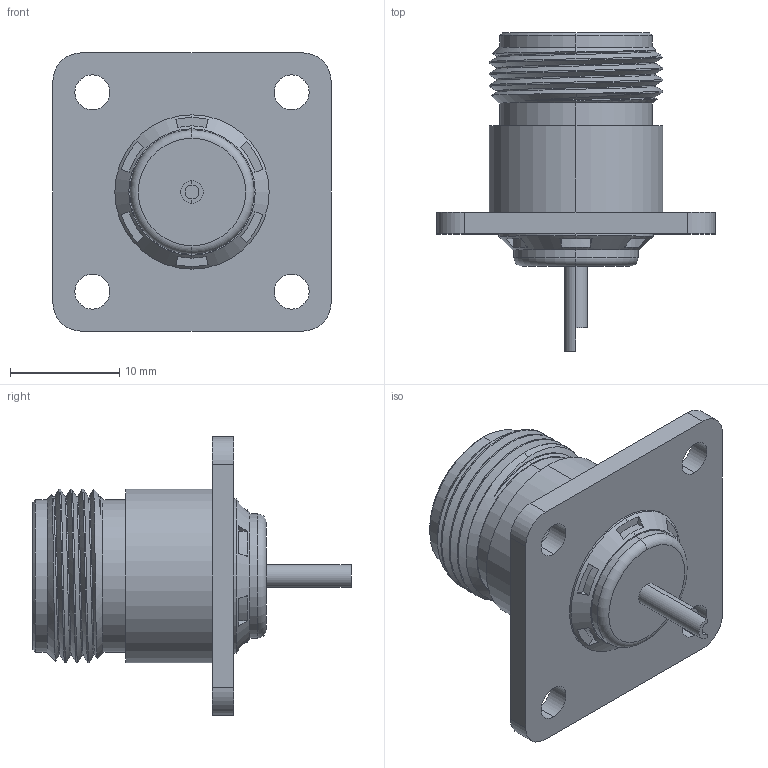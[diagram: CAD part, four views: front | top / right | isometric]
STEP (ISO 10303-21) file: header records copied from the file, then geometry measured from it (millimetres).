
FILE_DESCRIPTION (( 'STEP AP203' ), '1' );
FILE_NAME ('PE4503.step', '2018-07-16T19:34:10', ( '' ), ( '' ), 'SwSTEP 2.0', 'SolidWorks 2017', '' );
FILE_SCHEMA (( 'CONFIG_CONTROL_DESIGN' ));
Length unit declared in the file: inch
Products named in the file (1): PE4503
Bounding box: 25.4 x 29.1 x 25.4 mm (x, y, z)
Volume: 3618 mm3; surface area: 3294.9 mm2
Topology: 1 solids, 2 shells, 129 faces, 317 edges, 205 vertices
Faces by surface type: plane 55, cylinder 50, cone 19, bspline 3, torus 2
Entity records: 4908 total; most frequent: CARTESIAN_POINT 1726, DIRECTION 674, ORIENTED_EDGE 634, EDGE_CURVE 317, AXIS2_PLACEMENT_3D 263, VERTEX_POINT 205, EDGE_LOOP 150, LINE 148
